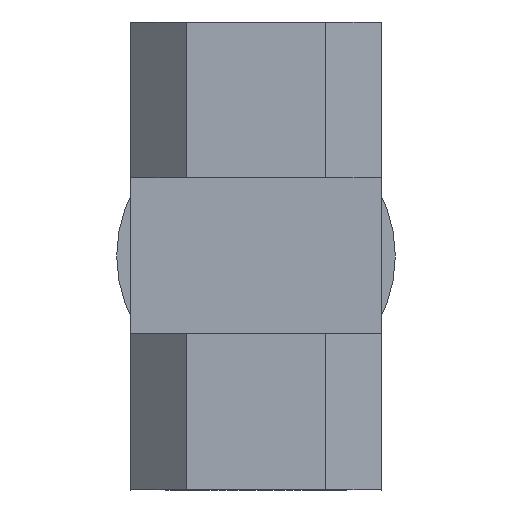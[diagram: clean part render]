
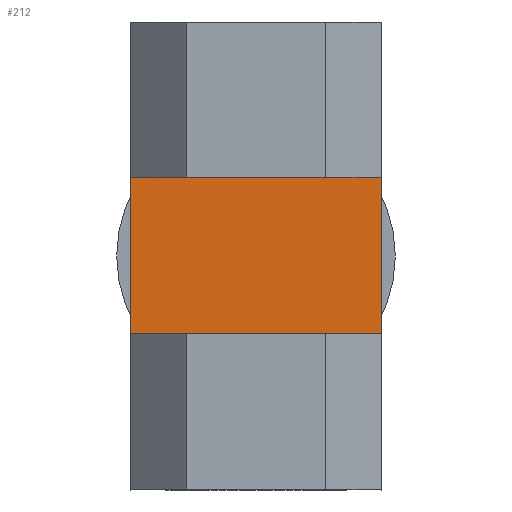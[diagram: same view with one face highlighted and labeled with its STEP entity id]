
A CAD part, left-side view. The second image highlights one B-rep face of the part: STEP entity #212.
In plain terms, the highlighted planar face has unit normal (-1, 0, 0).
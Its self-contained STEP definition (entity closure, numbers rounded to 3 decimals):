
#12 = VECTOR ( 'NONE', #579, 1000. ) ;
#17 = CARTESIAN_POINT ( 'NONE',  ( -28., 0., -29.5 ) ) ;
#29 = LINE ( 'NONE', #37, #556 ) ;
#37 = CARTESIAN_POINT ( 'NONE',  ( -28., 22.5, -29.5 ) ) ;
#40 = EDGE_LOOP ( 'NONE', ( #707, #272, #491, #742 ) ) ;
#83 = AXIS2_PLACEMENT_3D ( 'NONE', #17, #260, #377 ) ;
#92 = DIRECTION ( 'NONE',  ( 0., 0., 1. ) ) ;
#100 = EDGE_CURVE ( 'NONE', #598, #773, #562, .T. ) ;
#212 = ADVANCED_FACE ( 'NONE', ( #500 ), #564, .T. ) ;
#244 = LINE ( 'NONE', #735, #12 ) ;
#260 = DIRECTION ( 'NONE',  ( -1., 0., 0. ) ) ;
#272 = ORIENTED_EDGE ( 'NONE', *, *, #711, .F. ) ;
#304 = CARTESIAN_POINT ( 'NONE',  ( -28., -22.5, -1.5 ) ) ;
#359 = LINE ( 'NONE', #439, #594 ) ;
#377 = DIRECTION ( 'NONE',  ( 0., -1., 0. ) ) ;
#387 = DIRECTION ( 'NONE',  ( 0., 1., 0. ) ) ;
#439 = CARTESIAN_POINT ( 'NONE',  ( -28., -22.5, -29.5 ) ) ;
#455 = EDGE_CURVE ( 'NONE', #773, #745, #29, .T. ) ;
#462 = CARTESIAN_POINT ( 'NONE',  ( -28., -22.5, 26.5 ) ) ;
#491 = ORIENTED_EDGE ( 'NONE', *, *, #455, .F. ) ;
#500 = FACE_OUTER_BOUND ( 'NONE', #40, .T. ) ;
#513 = VERTEX_POINT ( 'NONE', #462 ) ;
#527 = CARTESIAN_POINT ( 'NONE',  ( -28., 22.5, 26.5 ) ) ;
#556 = VECTOR ( 'NONE', #92, 1000. ) ;
#562 = LINE ( 'NONE', #753, #781 ) ;
#564 = PLANE ( 'NONE',  #83 ) ;
#567 = EDGE_CURVE ( 'NONE', #598, #513, #359, .T. ) ;
#579 = DIRECTION ( 'NONE',  ( 0., -1., 0. ) ) ;
#594 = VECTOR ( 'NONE', #680, 1000. ) ;
#598 = VERTEX_POINT ( 'NONE', #304 ) ;
#680 = DIRECTION ( 'NONE',  ( 0., 0., 1. ) ) ;
#707 = ORIENTED_EDGE ( 'NONE', *, *, #567, .T. ) ;
#711 = EDGE_CURVE ( 'NONE', #745, #513, #244, .T. ) ;
#717 = CARTESIAN_POINT ( 'NONE',  ( -28., 22.5, -1.5 ) ) ;
#735 = CARTESIAN_POINT ( 'NONE',  ( -28., 22.5, 26.5 ) ) ;
#742 = ORIENTED_EDGE ( 'NONE', *, *, #100, .F. ) ;
#745 = VERTEX_POINT ( 'NONE', #527 ) ;
#753 = CARTESIAN_POINT ( 'NONE',  ( -28., 22.5, -1.5 ) ) ;
#773 = VERTEX_POINT ( 'NONE', #717 ) ;
#781 = VECTOR ( 'NONE', #387, 1000. ) ;
